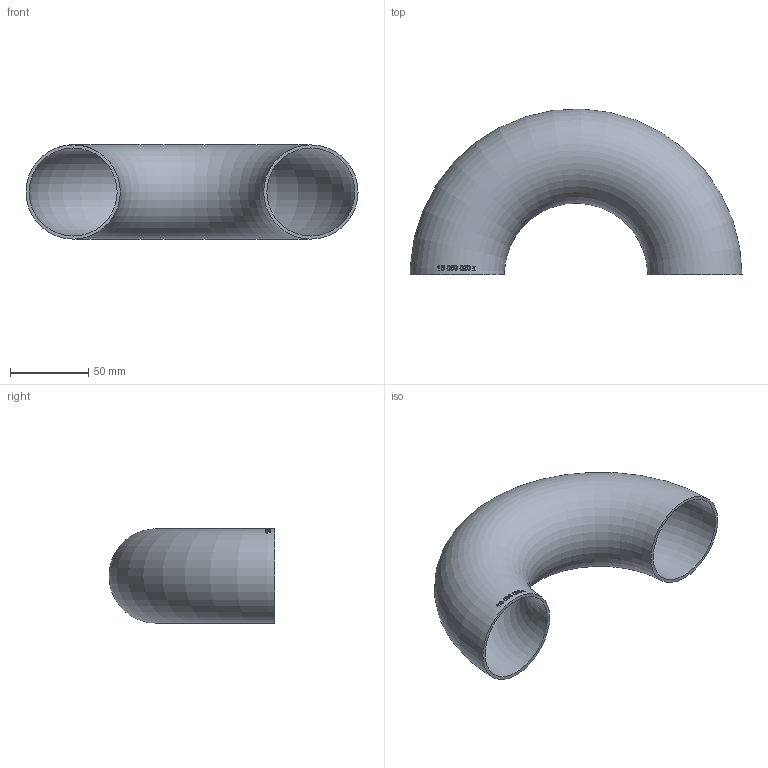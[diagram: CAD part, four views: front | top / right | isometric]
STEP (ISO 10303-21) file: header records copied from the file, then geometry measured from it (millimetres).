
FILE_DESCRIPTION (( 'STEP AP214' ), '1' );
FILE_NAME ('1B-060-020-x Bogen 2004.STEP', '2020-04-30T11:13:32', ( '' ), ( '' ), 'SwSTEP 2.0', 'SolidWorks 2019', '' );
FILE_SCHEMA (( 'AUTOMOTIVE_DESIGN' ));
Length unit declared in the file: millimetre
Products named in the file (1): 1B-060-020-x Bogen 2004
Bounding box: 212.3 x 106.09 x 60.3 mm (x, y, z)
Volume: 87459.6 mm3; surface area: 88197.9 mm2
Topology: 1 solids, 1 shells, 145 faces, 376 edges, 251 vertices
Faces by surface type: bspline 122, torus 21, plane 2
Entity records: 19548 total; most frequent: CARTESIAN_POINT 15598, ORIENTED_EDGE 740, EDGE_CURVE 370, B_SPLINE_CURVE_WITH_KNOTS 366, VERTEX_POINT 248, EDGE_LOOP 168, FACE_OUTER_BOUND 147, ADVANCED_FACE 145
